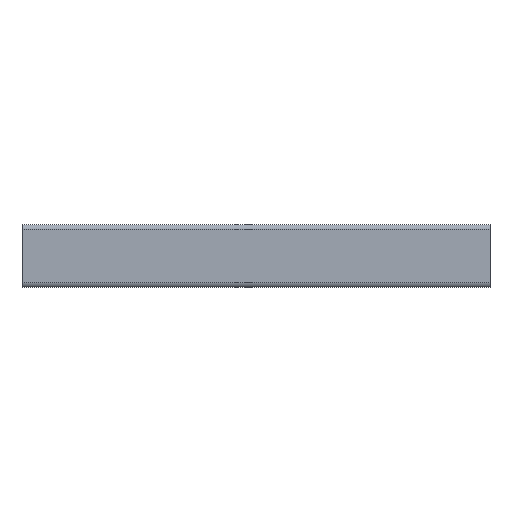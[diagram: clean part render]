
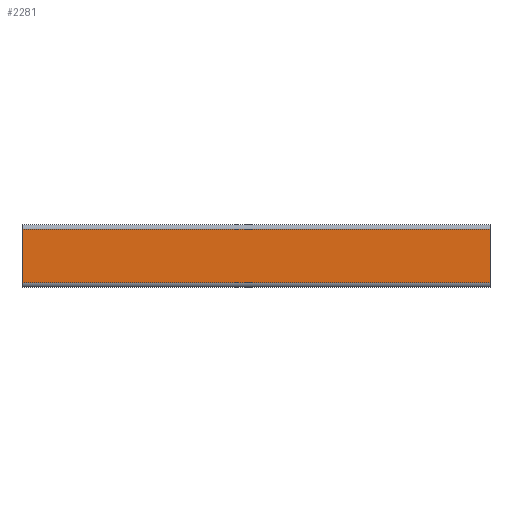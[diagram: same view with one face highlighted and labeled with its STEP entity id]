
A CAD part, left-side view. The second image highlights one B-rep face of the part: STEP entity #2281.
In plain terms, the highlighted face is planar.
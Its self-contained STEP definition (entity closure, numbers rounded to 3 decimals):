
#182 = ORIENTED_EDGE ( 'NONE', *, *, #2427, .F. ) ;
#190 = ORIENTED_EDGE ( 'NONE', *, *, #2436, .T. ) ;
#243 = ORIENTED_EDGE ( 'NONE', *, *, #2443, .F. ) ;
#249 = ORIENTED_EDGE ( 'NONE', *, *, #2407, .T. ) ;
#456 = VERTEX_POINT ( 'NONE', #1223 ) ;
#485 = VERTEX_POINT ( 'NONE', #1245 ) ;
#491 = VERTEX_POINT ( 'NONE', #1253 ) ;
#493 = VERTEX_POINT ( 'NONE', #1275 ) ;
#547 = EDGE_LOOP ( 'NONE', ( #182, #243, #190, #249 ) ) ;
#1223 = CARTESIAN_POINT ( 'NONE',  ( 20., -17., 0. ) ) ;
#1245 = CARTESIAN_POINT ( 'NONE',  ( 20., 17., 0. ) ) ;
#1253 = CARTESIAN_POINT ( 'NONE',  ( 20., 17., -300. ) ) ;
#1275 = CARTESIAN_POINT ( 'NONE',  ( 20., -17., -300. ) ) ;
#1771 = VECTOR ( 'NONE', #2638, 1000. ) ;
#1785 = VECTOR ( 'NONE', #2558, 1000. ) ;
#1807 = VECTOR ( 'NONE', #2620, 1000. ) ;
#1848 = VECTOR ( 'NONE', #2666, 1000. ) ;
#2024 = AXIS2_PLACEMENT_3D ( 'NONE', #2104, #2101, #2103 ) ;
#2079 = FACE_OUTER_BOUND ( 'NONE', #547, .T. ) ;
#2100 = PLANE ( 'NONE',  #2024 ) ;
#2101 = DIRECTION ( 'NONE',  ( 1., 0., 0. ) ) ;
#2103 = DIRECTION ( 'NONE',  ( 0., 1., 0. ) ) ;
#2104 = CARTESIAN_POINT ( 'NONE',  ( 20., -17., -300. ) ) ;
#2281 = ADVANCED_FACE ( 'PLANAR_22', ( #2079 ), #2100, .T. ) ;
#2407 = EDGE_CURVE ( 'NONE', #491, #485, #2554, .T. ) ;
#2427 = EDGE_CURVE ( 'NONE', #456, #485, #2617, .T. ) ;
#2436 = EDGE_CURVE ( 'NONE', #493, #491, #2628, .T. ) ;
#2443 = EDGE_CURVE ( 'NONE', #493, #456, #2664, .T. ) ;
#2554 = LINE ( 'NONE', #2557, #1785 ) ;
#2557 = CARTESIAN_POINT ( 'NONE',  ( 20., 17., -300. ) ) ;
#2558 = DIRECTION ( 'NONE',  ( 0., 0., 1. ) ) ;
#2617 = LINE ( 'NONE', #2619, #1807 ) ;
#2619 = CARTESIAN_POINT ( 'NONE',  ( 20., -17., 0. ) ) ;
#2620 = DIRECTION ( 'NONE',  ( 0., 1., 0. ) ) ;
#2628 = LINE ( 'NONE', #2646, #1771 ) ;
#2638 = DIRECTION ( 'NONE',  ( 0., 1., 0. ) ) ;
#2646 = CARTESIAN_POINT ( 'NONE',  ( 20., -17., -300. ) ) ;
#2664 = LINE ( 'NONE', #2665, #1848 ) ;
#2665 = CARTESIAN_POINT ( 'NONE',  ( 20., -17., -300. ) ) ;
#2666 = DIRECTION ( 'NONE',  ( 0., 0., 1. ) ) ;
